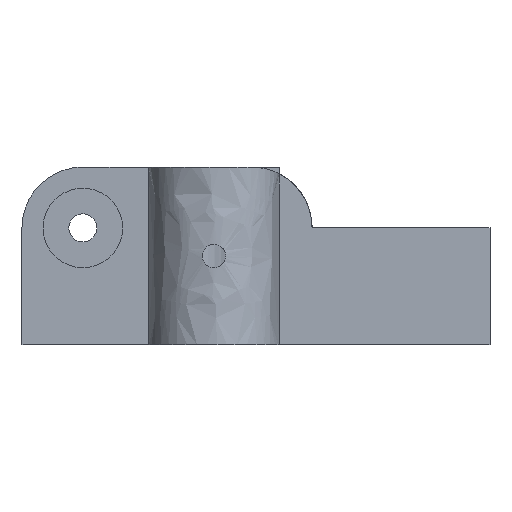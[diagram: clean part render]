
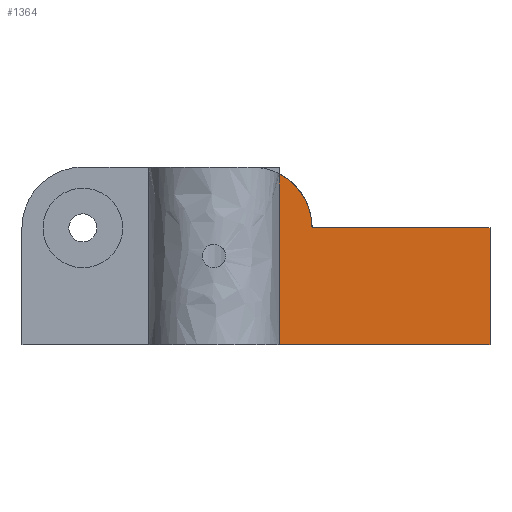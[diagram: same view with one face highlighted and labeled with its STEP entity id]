
A CAD part, left-side view. The second image highlights one B-rep face of the part: STEP entity #1364.
In plain terms, the highlighted planar face has unit normal (-1, 0, 0).
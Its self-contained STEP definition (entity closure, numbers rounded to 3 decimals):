
#80=PLANE('',#1476);
#132=FACE_OUTER_BOUND('',#212,.T.);
#212=EDGE_LOOP('',(#1050,#1051,#1052,#1053,#1054));
#312=CIRCLE('',#1474,6.5);
#387=LINE('',#2368,#509);
#388=LINE('',#2370,#510);
#389=LINE('',#2371,#511);
#390=LINE('',#2372,#512);
#509=VECTOR('',#1693,10.);
#510=VECTOR('',#1694,10.);
#511=VECTOR('',#1695,10.);
#512=VECTOR('',#1696,10.);
#645=VERTEX_POINT('',#2304);
#646=VERTEX_POINT('',#2306);
#654=VERTEX_POINT('',#2366);
#655=VERTEX_POINT('',#2367);
#656=VERTEX_POINT('',#2369);
#797=EDGE_CURVE('',#645,#646,#312,.T.);
#807=EDGE_CURVE('',#654,#655,#387,.T.);
#808=EDGE_CURVE('',#656,#654,#388,.T.);
#809=EDGE_CURVE('',#646,#656,#389,.T.);
#810=EDGE_CURVE('',#655,#645,#390,.T.);
#1050=ORIENTED_EDGE('',*,*,#807,.F.);
#1051=ORIENTED_EDGE('',*,*,#808,.F.);
#1052=ORIENTED_EDGE('',*,*,#809,.F.);
#1053=ORIENTED_EDGE('',*,*,#797,.F.);
#1054=ORIENTED_EDGE('',*,*,#810,.F.);
#1364=ADVANCED_FACE('',(#132),#80,.T.);
#1474=AXIS2_PLACEMENT_3D('',#2307,#1683,#1684);
#1476=AXIS2_PLACEMENT_3D('',#2365,#1691,#1692);
#1683=DIRECTION('center_axis',(1.,0.,0.));
#1684=DIRECTION('ref_axis',(0.,-1.,0.));
#1691=DIRECTION('center_axis',(-1.,0.,0.));
#1692=DIRECTION('ref_axis',(0.,-1.,0.));
#1693=DIRECTION('',(0.,1.,0.));
#1694=DIRECTION('',(0.,0.,-1.));
#1695=DIRECTION('',(0.,-1.,0.));
#1696=DIRECTION('',(0.,0.,1.));
#2304=CARTESIAN_POINT('',(-15.5,25.,-161.734));
#2306=CARTESIAN_POINT('',(-15.5,21.5,-167.5));
#2307=CARTESIAN_POINT('Origin',(-15.5,28.,-167.5));
#2365=CARTESIAN_POINT('Origin',(-15.5,52.5,-167.5));
#2366=CARTESIAN_POINT('',(-15.5,2.5,-180.));
#2367=CARTESIAN_POINT('',(-15.5,25.,-180.));
#2368=CARTESIAN_POINT('',(-15.5,2.5,-180.));
#2369=CARTESIAN_POINT('',(-15.5,2.5,-167.5));
#2370=CARTESIAN_POINT('',(-15.5,2.5,-167.5));
#2371=CARTESIAN_POINT('',(-15.5,21.5,-167.5));
#2372=CARTESIAN_POINT('',(-15.5,25.,-180.));
